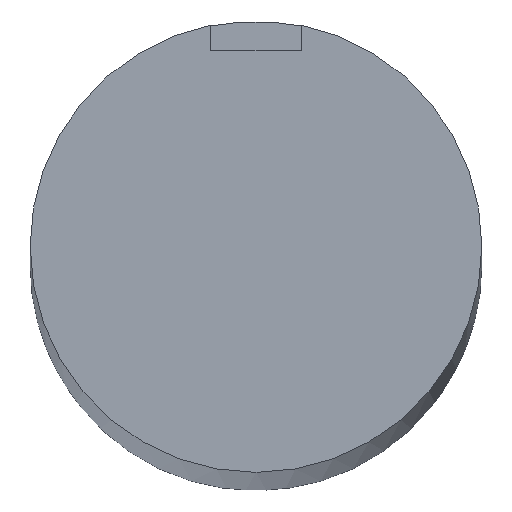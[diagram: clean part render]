
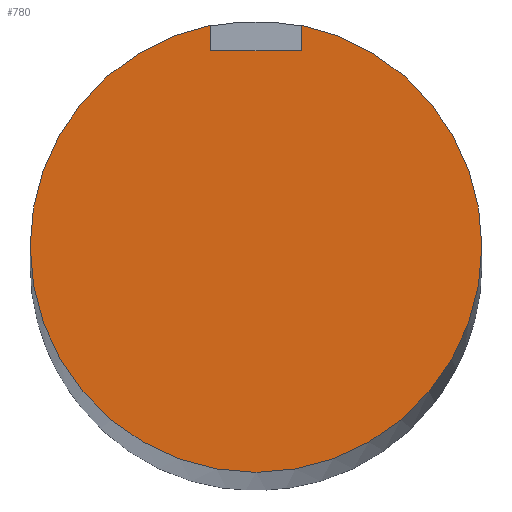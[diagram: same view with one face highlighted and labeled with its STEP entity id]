
A CAD part, top view. The second image highlights one B-rep face of the part: STEP entity #780.
In plain terms, the highlighted planar face has unit normal (0, 0, 1).
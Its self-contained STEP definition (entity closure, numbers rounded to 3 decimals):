
#10 = ORIENTED_EDGE ( 'NONE', *, *, #347, .F. ) ;
#22 = EDGE_LOOP ( 'NONE', ( #175, #1035, #10, #480, #783, #904 ) ) ;
#45 = DIRECTION ( 'NONE',  ( 1., 0., 0. ) ) ;
#157 = CARTESIAN_POINT ( 'NONE',  ( 1.5, 6.5, 350. ) ) ;
#170 = CARTESIAN_POINT ( 'NONE',  ( 0., 0., 350. ) ) ;
#175 = ORIENTED_EDGE ( 'NONE', *, *, #223, .F. ) ;
#176 = LINE ( 'NONE', #836, #810 ) ;
#197 = AXIS2_PLACEMENT_3D ( 'NONE', #869, #787, #45 ) ;
#217 = AXIS2_PLACEMENT_3D ( 'NONE', #1046, #390, #716 ) ;
#223 = EDGE_CURVE ( 'NONE', #359, #994, #1047, .T. ) ;
#234 = LINE ( 'NONE', #402, #291 ) ;
#240 = VERTEX_POINT ( 'NONE', #475 ) ;
#256 = DIRECTION ( 'NONE',  ( 1., 0., 0. ) ) ;
#284 = DIRECTION ( 'NONE',  ( 1., 0., 0. ) ) ;
#291 = VECTOR ( 'NONE', #491, 1000. ) ;
#336 = EDGE_CURVE ( 'NONE', #697, #994, #855, .T. ) ;
#347 = EDGE_CURVE ( 'NONE', #1065, #1007, #234, .T. ) ;
#359 = VERTEX_POINT ( 'NONE', #157 ) ;
#390 = DIRECTION ( 'NONE',  ( 0., 0., 1. ) ) ;
#402 = CARTESIAN_POINT ( 'NONE',  ( -1.5, 0., 350. ) ) ;
#455 = AXIS2_PLACEMENT_3D ( 'NONE', #469, #694, #284 ) ;
#459 = CARTESIAN_POINT ( 'NONE',  ( 1.5, 7.348, 350. ) ) ;
#469 = CARTESIAN_POINT ( 'NONE',  ( 0., 0., 350. ) ) ;
#475 = CARTESIAN_POINT ( 'NONE',  ( -7.5, 0., 350. ) ) ;
#480 = ORIENTED_EDGE ( 'NONE', *, *, #1026, .T. ) ;
#487 = CIRCLE ( 'NONE', #217, 7.5 ) ;
#491 = DIRECTION ( 'NONE',  ( 0., -1., 0. ) ) ;
#540 = CIRCLE ( 'NONE', #455, 7.5 ) ;
#553 = DIRECTION ( 'NONE',  ( 0., 1., 0. ) ) ;
#576 = PLANE ( 'NONE',  #640 ) ;
#635 = CARTESIAN_POINT ( 'NONE',  ( 1.5, 6.5, 350. ) ) ;
#640 = AXIS2_PLACEMENT_3D ( 'NONE', #170, #739, #256 ) ;
#668 = CARTESIAN_POINT ( 'NONE',  ( 7.5, 0., 350. ) ) ;
#694 = DIRECTION ( 'NONE',  ( 0., 0., 1. ) ) ;
#697 = VERTEX_POINT ( 'NONE', #668 ) ;
#716 = DIRECTION ( 'NONE',  ( 1., 0., 0. ) ) ;
#739 = DIRECTION ( 'NONE',  ( 0., 0., 1. ) ) ;
#772 = DIRECTION ( 'NONE',  ( 1., 0., 0. ) ) ;
#780 = ADVANCED_FACE ( 'NONE', ( #996 ), #576, .T. ) ;
#783 = ORIENTED_EDGE ( 'NONE', *, *, #1078, .T. ) ;
#787 = DIRECTION ( 'NONE',  ( 0., 0., 1. ) ) ;
#790 = CARTESIAN_POINT ( 'NONE',  ( -1.5, 7.348, 350. ) ) ;
#810 = VECTOR ( 'NONE', #772, 1000. ) ;
#812 = EDGE_CURVE ( 'NONE', #1007, #359, #176, .T. ) ;
#836 = CARTESIAN_POINT ( 'NONE',  ( -1.5, 6.5, 350. ) ) ;
#847 = CARTESIAN_POINT ( 'NONE',  ( -1.5, 6.5, 350. ) ) ;
#855 = CIRCLE ( 'NONE', #197, 7.5 ) ;
#869 = CARTESIAN_POINT ( 'NONE',  ( 0., 0., 350. ) ) ;
#904 = ORIENTED_EDGE ( 'NONE', *, *, #336, .T. ) ;
#994 = VERTEX_POINT ( 'NONE', #459 ) ;
#996 = FACE_OUTER_BOUND ( 'NONE', #22, .T. ) ;
#1007 = VERTEX_POINT ( 'NONE', #847 ) ;
#1009 = VECTOR ( 'NONE', #553, 1000. ) ;
#1026 = EDGE_CURVE ( 'NONE', #1065, #240, #540, .T. ) ;
#1035 = ORIENTED_EDGE ( 'NONE', *, *, #812, .F. ) ;
#1046 = CARTESIAN_POINT ( 'NONE',  ( 0., 0., 350. ) ) ;
#1047 = LINE ( 'NONE', #635, #1009 ) ;
#1065 = VERTEX_POINT ( 'NONE', #790 ) ;
#1078 = EDGE_CURVE ( 'NONE', #240, #697, #487, .T. ) ;
